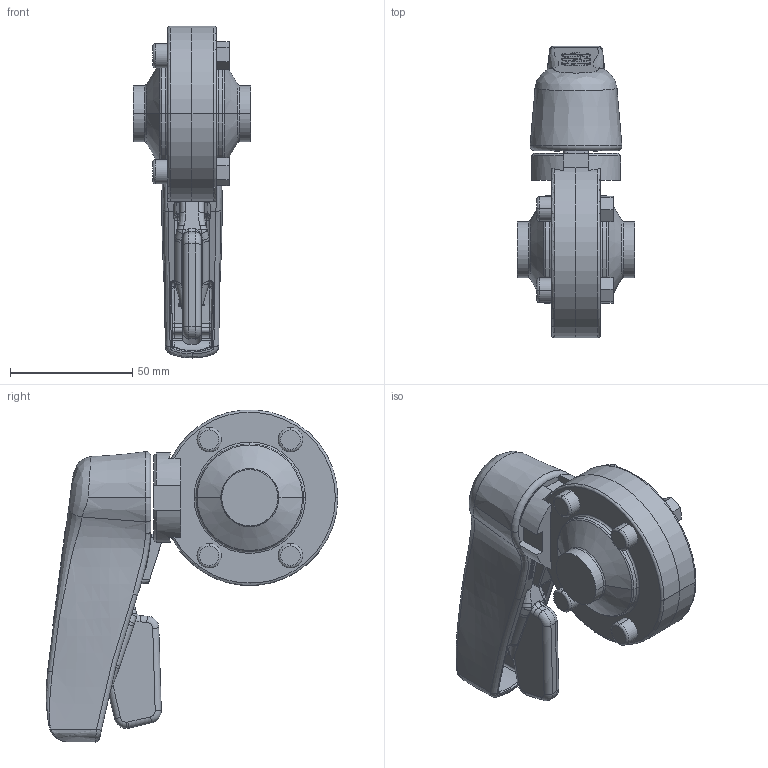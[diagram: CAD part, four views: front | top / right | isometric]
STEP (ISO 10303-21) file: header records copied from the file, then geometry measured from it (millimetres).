
FILE_DESCRIPTION (( 'STEP AP214' ), '1' );
FILE_NAME ('4301020xxx-xxx.STEP', '2015-09-11T10:54:27', ( 'install' ), ( '' ), 'SwSTEP 2.0', 'SolidWorks 2013', '' );
FILE_SCHEMA (( 'AUTOMOTIVE_DESIGN' ));
Length unit declared in the file: millimetre
Products named in the file (3): Handhebel-+-4335050000_--1^Scheibenventil_handbetätigt-+-4301020130-DEF_-; Group1^Scheibenventil_handbetätigt-+-4301020130-DEF_-; 4301020xxx-xxx
Assembly tree (2 placements, depth 2):
  4301020xxx-xxx
    Group1^Scheibenventil_handbetätigt-+-4301020130-DEF_-
    Handhebel-+-4335050000_--1^Scheibenventil_handbetätigt-+-4301020130-DEF_-
Bounding box: 48 x 119.35 x 135.9 mm (x, y, z)
Volume: 191659 mm3; surface area: 42983.9 mm2
Topology: 2 solids, 2 shells, 1020 faces, 2746 edges, 1768 vertices
Faces by surface type: bspline 460, plane 326, cylinder 168, torus 47, cone 11, sphere 8
Entity records: 51856 total; most frequent: CARTESIAN_POINT 28458, ORIENTED_EDGE 5474, DIRECTION 3124, EDGE_CURVE 2737, VERTEX_POINT 1764, VECTOR 1152, LINE 1152, EDGE_LOOP 1073
